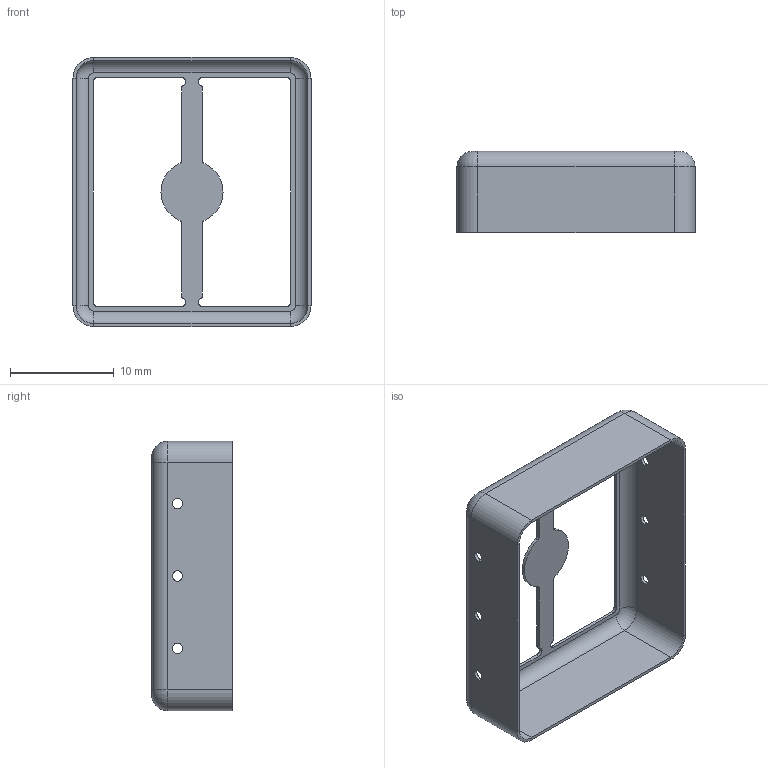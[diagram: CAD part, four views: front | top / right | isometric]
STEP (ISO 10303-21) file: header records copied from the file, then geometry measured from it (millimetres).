
FILE_DESCRIPTION (( 'STEP AP203' ), '1' );
FILE_NAME ('MS260-10F.step', '2020-11-05T11:35:18', ( '' ), ( '' ), 'SwSTEP 2.0', 'SolidWorks 2018', '' );
FILE_SCHEMA (( 'CONFIG_CONTROL_DESIGN' ));
Length unit declared in the file: millimetre
Products named in the file (1): MS260-10F
Bounding box: 23 x 7.8 x 26 mm (x, y, z)
Volume: 262.4 mm3; surface area: 1821.3 mm2
Topology: 1 solids, 1 shells, 82 faces, 208 edges, 128 vertices
Faces by surface type: cylinder 46, plane 28, torus 8
Entity records: 2585 total; most frequent: DIRECTION 474, CARTESIAN_POINT 419, ORIENTED_EDGE 416, EDGE_CURVE 208, AXIS2_PLACEMENT_3D 183, VERTEX_POINT 128, LINE 108, VECTOR 108
